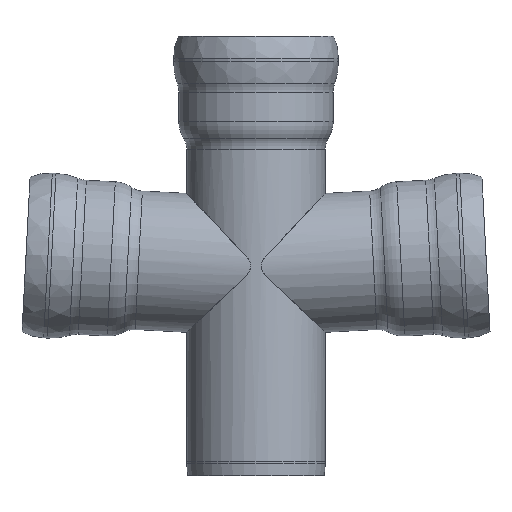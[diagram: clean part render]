
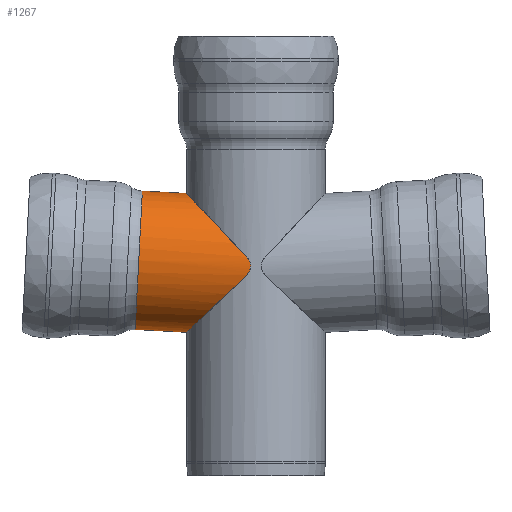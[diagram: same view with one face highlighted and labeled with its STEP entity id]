
A CAD part, front view. The second image highlights one B-rep face of the part: STEP entity #1267.
In plain terms, the highlighted cylindrical face has radius 265 mm (diameter 530 mm), a full revolution.
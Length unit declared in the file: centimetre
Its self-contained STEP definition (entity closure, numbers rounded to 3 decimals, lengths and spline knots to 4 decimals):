
#100=CIRCLE('',#1394,26.5);
#101=CIRCLE('',#1395,26.5);
#198=B_SPLINE_CURVE_WITH_KNOTS('',3,(#2409,#2410,#2411,#2412,#2413,#2414,
#2415,#2416,#2417,#2418,#2419,#2420,#2421,#2422,#2423,#2424,#2425,#2426,
#2427,#2428),.UNSPECIFIED.,.F.,.F.,(4,2,2,2,2,2,2,2,2,4),(18.7516,
18.8825,19.8263,20.7702,21.714,22.6578,
23.6025,24.5471,25.4918,26.3047),
 .UNSPECIFIED.);
#200=B_SPLINE_CURVE_WITH_KNOTS('',3,(#2458,#2459,#2460,#2461,#2462,#2463,
#2464,#2465,#2466,#2467,#2468,#2469,#2470,#2471,#2472,#2473,#2474,#2475,
#2476,#2477),.UNSPECIFIED.,.F.,.F.,(4,2,2,2,2,2,2,2,2,4),(3.9086,
4.7216,5.6662,6.6109,7.5555,8.4993,
9.4432,10.387,11.3308,11.4617),
 .UNSPECIFIED.);
#222=CYLINDRICAL_SURFACE('',#1438,26.5);
#281=FACE_OUTER_BOUND('',#358,.T.);
#358=EDGE_LOOP('',(#1076,#1077,#1078,#1079,#1080,#1081,#1082,#1083,#1084));
#409=LINE('',#2684,#448);
#448=VECTOR('',#1819,26.5);
#472=ELLIPSE('',#1382,38.4979,26.5);
#475=ELLIPSE('',#1385,38.4979,26.5);
#476=ELLIPSE('',#1388,36.5326,26.5);
#540=VERTEX_POINT('',#2395);
#541=VERTEX_POINT('',#2396);
#545=VERTEX_POINT('',#2404);
#546=VERTEX_POINT('',#2408);
#548=VERTEX_POINT('',#2452);
#551=VERTEX_POINT('',#2501);
#552=VERTEX_POINT('',#2503);
#698=EDGE_CURVE('',#540,#541,#472,.T.);
#703=EDGE_CURVE('',#541,#545,#475,.T.);
#704=EDGE_CURVE('',#545,#546,#198,.T.);
#707=EDGE_CURVE('',#546,#548,#476,.T.);
#710=EDGE_CURVE('',#548,#540,#200,.T.);
#714=EDGE_CURVE('',#552,#551,#100,.T.);
#715=EDGE_CURVE('',#551,#552,#101,.T.);
#752=EDGE_CURVE('',#541,#552,#409,.T.);
#1076=ORIENTED_EDGE('',*,*,#707,.T.);
#1077=ORIENTED_EDGE('',*,*,#710,.T.);
#1078=ORIENTED_EDGE('',*,*,#698,.T.);
#1079=ORIENTED_EDGE('',*,*,#752,.T.);
#1080=ORIENTED_EDGE('',*,*,#714,.T.);
#1081=ORIENTED_EDGE('',*,*,#715,.T.);
#1082=ORIENTED_EDGE('',*,*,#752,.F.);
#1083=ORIENTED_EDGE('',*,*,#703,.T.);
#1084=ORIENTED_EDGE('',*,*,#704,.T.);
#1267=ADVANCED_FACE('',(#281),#222,.T.);
#1382=AXIS2_PLACEMENT_3D('',#2397,#1697,#1698);
#1385=AXIS2_PLACEMENT_3D('',#2406,#1705,#1706);
#1388=AXIS2_PLACEMENT_3D('',#2453,#1712,#1713);
#1394=AXIS2_PLACEMENT_3D('',#2504,#1725,#1726);
#1395=AXIS2_PLACEMENT_3D('',#2505,#1727,#1728);
#1438=AXIS2_PLACEMENT_3D('',#2683,#1817,#1818);
#1697=DIRECTION('center_axis',(-0.725,0.,
-0.688));
#1698=DIRECTION('ref_axis',(0.688,0.,-0.725));
#1705=DIRECTION('center_axis',(-0.725,0.,
-0.688));
#1706=DIRECTION('ref_axis',(0.688,0.,-0.725));
#1712=DIRECTION('center_axis',(-0.688,0.,0.725));
#1713=DIRECTION('ref_axis',(-0.725,0.,-0.688));
#1725=DIRECTION('center_axis',(0.999,0.,
-0.052));
#1726=DIRECTION('ref_axis',(0.052,0.,0.999));
#1727=DIRECTION('center_axis',(0.999,0.,
-0.052));
#1728=DIRECTION('ref_axis',(0.052,0.,0.999));
#1817=DIRECTION('center_axis',(0.999,0.,
-0.052));
#1818=DIRECTION('ref_axis',(-0.052,0.,-0.999));
#1819=DIRECTION('',(-0.999,0.,0.052));
#2395=CARTESIAN_POINT('',(-3.4418,-26.2755,83.6268));
#2396=CARTESIAN_POINT('',(-26.5003,0.,107.9252));
#2397=CARTESIAN_POINT('Origin',(0.,0.,
80.));
#2404=CARTESIAN_POINT('',(-3.4418,26.2755,83.6268));
#2406=CARTESIAN_POINT('Origin',(0.,0.,
80.));
#2408=CARTESIAN_POINT('',(-3.6268,26.2506,76.5582));
#2409=CARTESIAN_POINT('Ctrl Pts',(-3.4418,26.2755,83.6268));
#2410=CARTESIAN_POINT('Ctrl Pts',(-3.4116,26.2795,83.595));
#2411=CARTESIAN_POINT('Ctrl Pts',(-3.382,26.2834,83.563));
#2412=CARTESIAN_POINT('Ctrl Pts',(-3.1433,26.3156,83.2978));
#2413=CARTESIAN_POINT('Ctrl Pts',(-2.9486,26.3446,83.0369));
#2414=CARTESIAN_POINT('Ctrl Pts',(-2.6107,26.3985,82.4731));
#2415=CARTESIAN_POINT('Ctrl Pts',(-2.4675,26.4233,82.1701));
#2416=CARTESIAN_POINT('Ctrl Pts',(-2.2447,26.4636,81.5418));
#2417=CARTESIAN_POINT('Ctrl Pts',(-2.165,26.4791,81.216));
#2418=CARTESIAN_POINT('Ctrl Pts',(-2.0721,26.4981,80.5638));
#2419=CARTESIAN_POINT('Ctrl Pts',(-2.059,26.5016,80.2375));
#2420=CARTESIAN_POINT('Ctrl Pts',(-2.092,26.4972,79.6089));
#2421=CARTESIAN_POINT('Ctrl Pts',(-2.1392,26.4891,79.2856));
#2422=CARTESIAN_POINT('Ctrl Pts',(-2.2998,26.4611,78.6465));
#2423=CARTESIAN_POINT('Ctrl Pts',(-2.4133,26.4411,78.3307));
#2424=CARTESIAN_POINT('Ctrl Pts',(-2.7006,26.3921,77.7292));
#2425=CARTESIAN_POINT('Ctrl Pts',(-2.8748,26.3631,77.4429));
#2426=CARTESIAN_POINT('Ctrl Pts',(-3.2422,26.3058,76.9542));
#2427=CARTESIAN_POINT('Ctrl Pts',(-3.4295,26.2779,76.7455));
#2428=CARTESIAN_POINT('Ctrl Pts',(-3.6268,26.2506,76.5582));
#2452=CARTESIAN_POINT('',(-3.6268,-26.2506,76.5582));
#2453=CARTESIAN_POINT('Origin',(0.,0.,
80.));
#2458=CARTESIAN_POINT('Ctrl Pts',(-3.6268,-26.2506,76.5582));
#2459=CARTESIAN_POINT('Ctrl Pts',(-3.4295,-26.2779,76.7455));
#2460=CARTESIAN_POINT('Ctrl Pts',(-3.2422,-26.3058,76.9542));
#2461=CARTESIAN_POINT('Ctrl Pts',(-2.8748,-26.3631,77.4429));
#2462=CARTESIAN_POINT('Ctrl Pts',(-2.7006,-26.3921,77.7292));
#2463=CARTESIAN_POINT('Ctrl Pts',(-2.4133,-26.4411,78.3307));
#2464=CARTESIAN_POINT('Ctrl Pts',(-2.2998,-26.4611,78.6465));
#2465=CARTESIAN_POINT('Ctrl Pts',(-2.1392,-26.4891,79.2856));
#2466=CARTESIAN_POINT('Ctrl Pts',(-2.092,-26.4972,79.6089));
#2467=CARTESIAN_POINT('Ctrl Pts',(-2.059,-26.5016,80.2375));
#2468=CARTESIAN_POINT('Ctrl Pts',(-2.0721,-26.4981,80.5638));
#2469=CARTESIAN_POINT('Ctrl Pts',(-2.165,-26.4791,81.216));
#2470=CARTESIAN_POINT('Ctrl Pts',(-2.2447,-26.4636,81.5418));
#2471=CARTESIAN_POINT('Ctrl Pts',(-2.4675,-26.4233,82.1701));
#2472=CARTESIAN_POINT('Ctrl Pts',(-2.6107,-26.3985,82.4731));
#2473=CARTESIAN_POINT('Ctrl Pts',(-2.9486,-26.3446,83.0369));
#2474=CARTESIAN_POINT('Ctrl Pts',(-3.1433,-26.3156,83.2978));
#2475=CARTESIAN_POINT('Ctrl Pts',(-3.382,-26.2834,83.563));
#2476=CARTESIAN_POINT('Ctrl Pts',(-3.4116,-26.2795,83.595));
#2477=CARTESIAN_POINT('Ctrl Pts',(-3.4418,-26.2755,83.6268));
#2501=CARTESIAN_POINT('',(-44.8112,-26.5,82.3485));
#2503=CARTESIAN_POINT('',(-43.4243,0.,108.8121));
#2504=CARTESIAN_POINT('Origin',(-44.8112,0.,
82.3485));
#2505=CARTESIAN_POINT('Origin',(-44.8112,0.,
82.3485));
#2683=CARTESIAN_POINT('Origin',(187.2479,0.,
70.1868));
#2684=CARTESIAN_POINT('',(188.6348,0.,96.6504));
